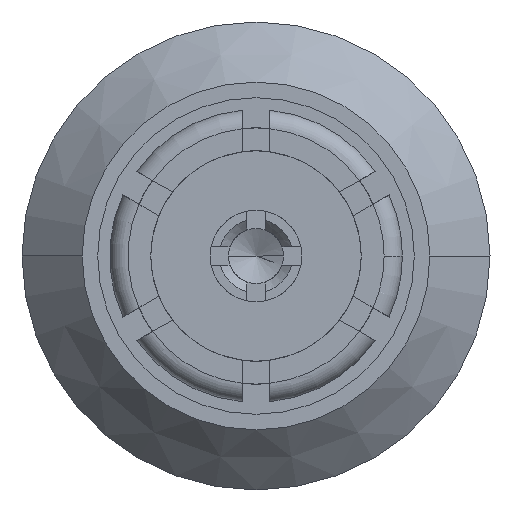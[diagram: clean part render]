
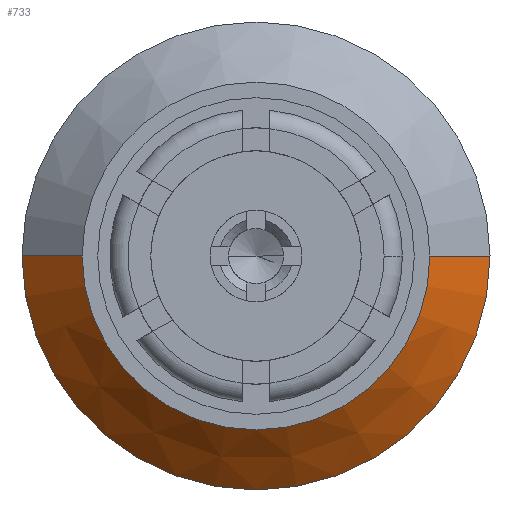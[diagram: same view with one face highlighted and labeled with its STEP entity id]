
A CAD part, left-side view. The second image highlights one B-rep face of the part: STEP entity #733.
In plain terms, the highlighted conical face has half-angle 45 degrees and reference radius 1.114 mm.
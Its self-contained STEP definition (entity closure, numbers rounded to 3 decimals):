
#82 = CIRCLE ( 'NONE', #3343, 1.278 ) ;
#398 = ORIENTED_EDGE ( 'NONE', *, *, #3394, .T. ) ;
#483 = CARTESIAN_POINT ( 'NONE',  ( -4.48, 1.278, 0. ) ) ;
#518 = CARTESIAN_POINT ( 'NONE',  ( -4.809, 0.95, 0. ) ) ;
#526 = EDGE_CURVE ( 'NONE', #1652, #3527, #2815, .T. ) ;
#552 = EDGE_CURVE ( 'NONE', #2242, #1063, #82, .T. ) ;
#579 = LINE ( 'NONE', #3411, #2441 ) ;
#640 = CARTESIAN_POINT ( 'NONE',  ( -4.809, 0., 0. ) ) ;
#643 = CARTESIAN_POINT ( 'NONE',  ( -4.48, -1.278, 0. ) ) ;
#733 = ADVANCED_FACE ( 'NONE', ( #2222 ), #1397, .T. ) ;
#921 = AXIS2_PLACEMENT_3D ( 'NONE', #3083, #2276, #2571 ) ;
#1056 = DIRECTION ( 'NONE',  ( 0., 1., 0. ) ) ;
#1063 = VERTEX_POINT ( 'NONE', #643 ) ;
#1179 = LINE ( 'NONE', #2663, #1856 ) ;
#1202 = DIRECTION ( 'NONE',  ( 1., 0., 0. ) ) ;
#1212 = AXIS2_PLACEMENT_3D ( 'NONE', #640, #1202, #3457 ) ;
#1397 = CONICAL_SURFACE ( 'NONE', #921, 1.114, 0.785 ) ;
#1572 = ORIENTED_EDGE ( 'NONE', *, *, #552, .T. ) ;
#1652 = VERTEX_POINT ( 'NONE', #2966 ) ;
#1715 = EDGE_LOOP ( 'NONE', ( #3141, #2177, #398, #1572 ) ) ;
#1856 = VECTOR ( 'NONE', #2096, 1000. ) ;
#1908 = DIRECTION ( 'NONE',  ( -1., 0., 0. ) ) ;
#2096 = DIRECTION ( 'NONE',  ( 0.707, 0.707, 0. ) ) ;
#2129 = CARTESIAN_POINT ( 'NONE',  ( -4.48, 0., 0. ) ) ;
#2177 = ORIENTED_EDGE ( 'NONE', *, *, #526, .T. ) ;
#2222 = FACE_OUTER_BOUND ( 'NONE', #1715, .T. ) ;
#2242 = VERTEX_POINT ( 'NONE', #483 ) ;
#2276 = DIRECTION ( 'NONE',  ( 1., 0., 0. ) ) ;
#2349 = EDGE_CURVE ( 'NONE', #1063, #1652, #579, .T. ) ;
#2441 = VECTOR ( 'NONE', #2769, 1000. ) ;
#2571 = DIRECTION ( 'NONE',  ( 0., 1., 0. ) ) ;
#2663 = CARTESIAN_POINT ( 'NONE',  ( -4.645, 1.114, 0. ) ) ;
#2769 = DIRECTION ( 'NONE',  ( -0.707, 0.707, 0. ) ) ;
#2815 = CIRCLE ( 'NONE', #1212, 0.95 ) ;
#2966 = CARTESIAN_POINT ( 'NONE',  ( -4.809, -0.95, 0. ) ) ;
#3083 = CARTESIAN_POINT ( 'NONE',  ( -4.645, 0., 0. ) ) ;
#3141 = ORIENTED_EDGE ( 'NONE', *, *, #2349, .T. ) ;
#3343 = AXIS2_PLACEMENT_3D ( 'NONE', #2129, #1908, #1056 ) ;
#3394 = EDGE_CURVE ( 'NONE', #3527, #2242, #1179, .T. ) ;
#3411 = CARTESIAN_POINT ( 'NONE',  ( -4.645, -1.114, 0. ) ) ;
#3457 = DIRECTION ( 'NONE',  ( 0., 1., 0. ) ) ;
#3527 = VERTEX_POINT ( 'NONE', #518 ) ;
